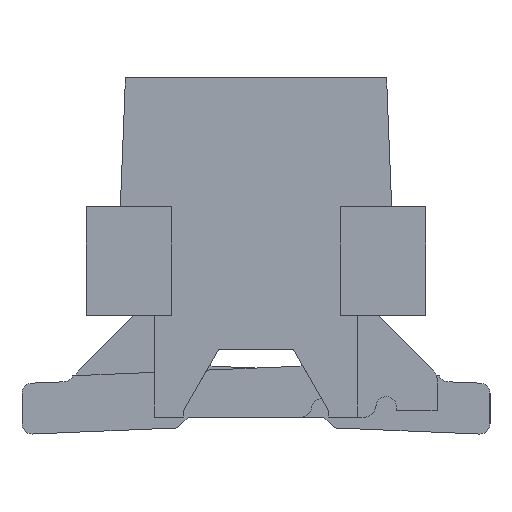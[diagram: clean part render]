
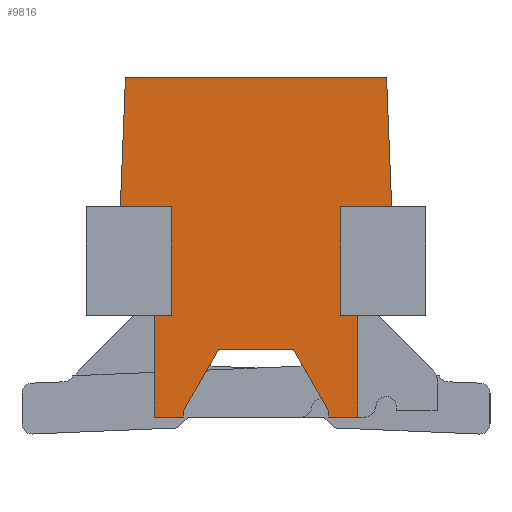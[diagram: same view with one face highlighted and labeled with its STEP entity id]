
A CAD part, left-side view. The second image highlights one B-rep face of the part: STEP entity #9816.
In plain terms, the highlighted planar face has unit normal (-1, 0, 0).
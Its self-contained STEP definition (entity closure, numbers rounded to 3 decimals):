
#244=DIRECTION('',(0.,1.,0.));
#245=VECTOR('',#244,0.75);
#246=CARTESIAN_POINT('',(-7.885,-2.,-1.9));
#247=LINE('',#246,#245);
#288=DIRECTION('',(0.,1.,0.));
#289=VECTOR('',#288,0.75);
#290=CARTESIAN_POINT('',(-7.885,1.25,-1.9));
#291=LINE('',#290,#289);
#317=DIRECTION('',(0.,-0.039,0.999));
#318=VECTOR('',#317,1.901);
#319=CARTESIAN_POINT('',(-7.885,2.,-1.9));
#320=LINE('',#319,#318);
#321=DIRECTION('',(0.,-1.,0.));
#322=VECTOR('',#321,3.85);
#323=CARTESIAN_POINT('',(-7.885,1.925,0.));
#324=LINE('',#323,#322);
#325=DIRECTION('',(0.,-0.039,-0.999));
#326=VECTOR('',#325,1.901);
#327=CARTESIAN_POINT('',(-7.885,-1.925,0.));
#328=LINE('',#327,#326);
#329=DIRECTION('',(0.,0.,-1.));
#330=VECTOR('',#329,1.6);
#331=CARTESIAN_POINT('',(-7.885,-1.25,-1.9));
#332=LINE('',#331,#330);
#333=DIRECTION('',(0.,0.,-1.));
#334=VECTOR('',#333,1.5);
#335=CARTESIAN_POINT('',(-7.885,-1.5,-3.5));
#336=LINE('',#335,#334);
#337=DIRECTION('',(0.,1.,0.));
#338=VECTOR('',#337,0.43);
#339=CARTESIAN_POINT('',(-7.885,-1.5,-5.));
#340=LINE('',#339,#338);
#341=DIRECTION('',(0.,0.,1.));
#342=VECTOR('',#341,0.1);
#343=CARTESIAN_POINT('',(-7.885,-1.07,-5.));
#344=LINE('',#343,#342);
#345=DIRECTION('',(0.,0.5,0.866));
#346=VECTOR('',#345,1.039);
#347=CARTESIAN_POINT('',(-7.885,-1.07,-4.9));
#348=LINE('',#347,#346);
#349=DIRECTION('',(0.,1.,0.));
#350=VECTOR('',#349,1.1);
#351=CARTESIAN_POINT('',(-7.885,-0.55,-4.));
#352=LINE('',#351,#350);
#353=DIRECTION('',(0.,0.5,-0.866));
#354=VECTOR('',#353,1.039);
#355=CARTESIAN_POINT('',(-7.885,0.55,-4.));
#356=LINE('',#355,#354);
#357=DIRECTION('',(0.,0.,-1.));
#358=VECTOR('',#357,0.1);
#359=CARTESIAN_POINT('',(-7.885,1.07,-4.9));
#360=LINE('',#359,#358);
#361=DIRECTION('',(0.,1.,0.));
#362=VECTOR('',#361,0.43);
#363=CARTESIAN_POINT('',(-7.885,1.07,-5.));
#364=LINE('',#363,#362);
#365=DIRECTION('',(0.,0.,1.));
#366=VECTOR('',#365,1.5);
#367=CARTESIAN_POINT('',(-7.885,1.5,-5.));
#368=LINE('',#367,#366);
#1369=DIRECTION('',(0.,1.,0.));
#1370=VECTOR('',#1369,0.25);
#1371=CARTESIAN_POINT('',(-7.885,1.25,-3.5));
#1372=LINE('',#1371,#1370);
#1385=DIRECTION('',(0.,1.,0.));
#1386=VECTOR('',#1385,0.25);
#1387=CARTESIAN_POINT('',(-7.885,-1.5,-3.5));
#1388=LINE('',#1387,#1386);
#5875=DIRECTION('',(0.,0.,-1.));
#5876=VECTOR('',#5875,1.6);
#5877=CARTESIAN_POINT('',(-7.885,1.25,-1.9));
#5878=LINE('',#5877,#5876);
#7208=CARTESIAN_POINT('',(-7.885,1.925,0.));
#7209=CARTESIAN_POINT('',(-7.885,-1.925,0.));
#7210=VERTEX_POINT('',#7208);
#7211=VERTEX_POINT('',#7209);
#7212=CARTESIAN_POINT('',(-7.885,-1.5,-5.));
#7213=CARTESIAN_POINT('',(-7.885,-1.07,-5.));
#7214=VERTEX_POINT('',#7212);
#7215=VERTEX_POINT('',#7213);
#7216=CARTESIAN_POINT('',(-7.885,-1.07,-4.9));
#7217=CARTESIAN_POINT('',(-7.885,-0.55,-4.));
#7218=VERTEX_POINT('',#7216);
#7219=VERTEX_POINT('',#7217);
#7220=CARTESIAN_POINT('',(-7.885,0.55,-4.));
#7221=VERTEX_POINT('',#7220);
#7222=CARTESIAN_POINT('',(-7.885,1.07,-4.9));
#7223=VERTEX_POINT('',#7222);
#7224=CARTESIAN_POINT('',(-7.885,1.07,-5.));
#7225=CARTESIAN_POINT('',(-7.885,1.5,-5.));
#7226=VERTEX_POINT('',#7224);
#7227=VERTEX_POINT('',#7225);
#7232=CARTESIAN_POINT('',(-7.885,-2.,-1.9));
#7233=VERTEX_POINT('',#7232);
#7234=CARTESIAN_POINT('',(-7.885,-1.5,-3.5));
#7235=VERTEX_POINT('',#7234);
#7236=CARTESIAN_POINT('',(-7.885,1.5,-3.5));
#7237=VERTEX_POINT('',#7236);
#7241=CARTESIAN_POINT('',(-7.885,-1.25,-1.9));
#7243=VERTEX_POINT('',#7241);
#7245=CARTESIAN_POINT('',(-7.885,1.25,-1.9));
#7247=VERTEX_POINT('',#7245);
#7249=CARTESIAN_POINT('',(-7.885,-1.25,-3.5));
#7251=VERTEX_POINT('',#7249);
#7253=CARTESIAN_POINT('',(-7.885,1.25,-3.5));
#7255=VERTEX_POINT('',#7253);
#9240=CARTESIAN_POINT('',(-7.885,2.,-1.9));
#9241=VERTEX_POINT('',#9240);
#9776=CARTESIAN_POINT('',(-7.885,0.,0.));
#9777=DIRECTION('',(1.,0.,0.));
#9778=DIRECTION('',(0.,1.,0.));
#9779=AXIS2_PLACEMENT_3D('',#9776,#9777,#9778);
#9780=PLANE('',#9779);
#9781=ORIENTED_EDGE('',*,*,#9726,.T.);
#9783=ORIENTED_EDGE('',*,*,#9782,.T.);
#9785=ORIENTED_EDGE('',*,*,#9784,.T.);
#9786=ORIENTED_EDGE('',*,*,#9647,.T.);
#9788=ORIENTED_EDGE('',*,*,#9787,.T.);
#9790=ORIENTED_EDGE('',*,*,#9789,.F.);
#9792=ORIENTED_EDGE('',*,*,#9791,.T.);
#9794=ORIENTED_EDGE('',*,*,#9793,.T.);
#9796=ORIENTED_EDGE('',*,*,#9795,.T.);
#9798=ORIENTED_EDGE('',*,*,#9797,.T.);
#9800=ORIENTED_EDGE('',*,*,#9799,.T.);
#9802=ORIENTED_EDGE('',*,*,#9801,.T.);
#9804=ORIENTED_EDGE('',*,*,#9803,.T.);
#9806=ORIENTED_EDGE('',*,*,#9805,.T.);
#9808=ORIENTED_EDGE('',*,*,#9807,.T.);
#9810=ORIENTED_EDGE('',*,*,#9809,.F.);
#9812=ORIENTED_EDGE('',*,*,#9811,.F.);
#9813=ORIENTED_EDGE('',*,*,#9693,.T.);
#9814=EDGE_LOOP('',(#9781,#9783,#9785,#9786,#9788,#9790,#9792,#9794,#9796,#9798,
#9800,#9802,#9804,#9806,#9808,#9810,#9812,#9813));
#9815=FACE_OUTER_BOUND('',#9814,.F.);
#9816=ADVANCED_FACE('',(#9815),#9780,.F.);
#9647=EDGE_CURVE('',#7233,#7243,#247,.T.);
#9693=EDGE_CURVE('',#7247,#9241,#291,.T.);
#9726=EDGE_CURVE('',#9241,#7210,#320,.T.);
#9782=EDGE_CURVE('',#7210,#7211,#324,.T.);
#9784=EDGE_CURVE('',#7211,#7233,#328,.T.);
#9787=EDGE_CURVE('',#7243,#7251,#332,.T.);
#9789=EDGE_CURVE('',#7235,#7251,#1388,.T.);
#9791=EDGE_CURVE('',#7235,#7214,#336,.T.);
#9793=EDGE_CURVE('',#7214,#7215,#340,.T.);
#9795=EDGE_CURVE('',#7215,#7218,#344,.T.);
#9797=EDGE_CURVE('',#7218,#7219,#348,.T.);
#9799=EDGE_CURVE('',#7219,#7221,#352,.T.);
#9801=EDGE_CURVE('',#7221,#7223,#356,.T.);
#9803=EDGE_CURVE('',#7223,#7226,#360,.T.);
#9805=EDGE_CURVE('',#7226,#7227,#364,.T.);
#9807=EDGE_CURVE('',#7227,#7237,#368,.T.);
#9809=EDGE_CURVE('',#7255,#7237,#1372,.T.);
#9811=EDGE_CURVE('',#7247,#7255,#5878,.T.);
